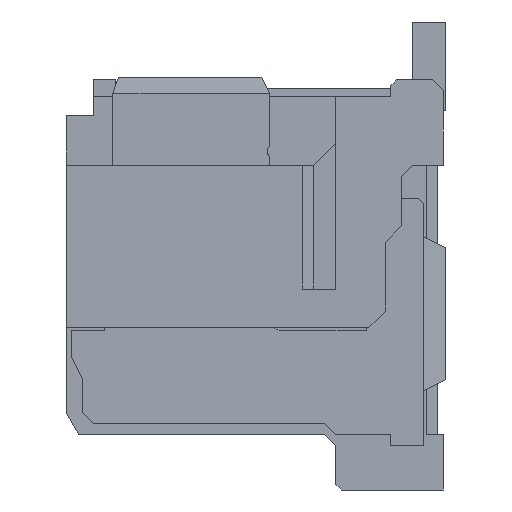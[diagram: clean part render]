
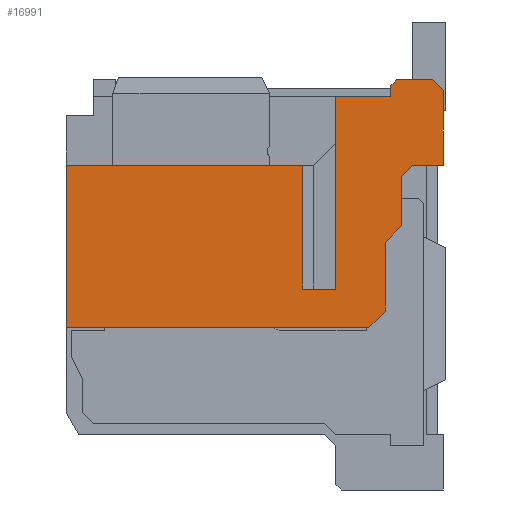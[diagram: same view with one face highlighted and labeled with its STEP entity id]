
A CAD part, left-side view. The second image highlights one B-rep face of the part: STEP entity #16991.
In plain terms, the highlighted planar face has unit normal (-1, 0, 0).
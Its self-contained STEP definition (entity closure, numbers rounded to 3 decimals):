
#65=DIRECTION('',(0.,0.,-1.));
#66=VECTOR('',#65,0.2);
#67=CARTESIAN_POINT('',(-8.,-2.6,5.925));
#68=LINE('',#67,#66);
#2770=DIRECTION('',(0.,-1.,0.));
#2771=VECTOR('',#2770,0.55);
#2772=CARTESIAN_POINT('',(-8.,-3.,4.475));
#2773=LINE('',#2772,#2771);
#5837=DIRECTION('',(0.,0.707,-0.707));
#5838=VECTOR('',#5837,0.141);
#5839=CARTESIAN_POINT('',(-8.,-2.7,6.025));
#5840=LINE('',#5839,#5838);
#5841=DIRECTION('',(0.,1.,0.));
#5842=VECTOR('',#5841,0.65);
#5843=CARTESIAN_POINT('',(-8.,-3.35,6.025));
#5844=LINE('',#5843,#5842);
#5845=DIRECTION('',(0.,0.707,0.707));
#5846=VECTOR('',#5845,0.283);
#5847=CARTESIAN_POINT('',(-8.,-3.55,5.825));
#5848=LINE('',#5847,#5846);
#5849=DIRECTION('',(0.,0.,1.));
#5850=VECTOR('',#5849,1.35);
#5851=CARTESIAN_POINT('',(-8.,-3.55,4.475));
#5852=LINE('',#5851,#5850);
#5853=DIRECTION('',(0.,0.707,-0.707));
#5854=VECTOR('',#5853,0.283);
#5855=CARTESIAN_POINT('',(-8.,-3.,4.475));
#5856=LINE('',#5855,#5854);
#5857=DIRECTION('',(0.,0.,-1.));
#5858=VECTOR('',#5857,0.9);
#5859=CARTESIAN_POINT('',(-8.,-2.8,4.275));
#5860=LINE('',#5859,#5858);
#5861=DIRECTION('',(0.,0.707,-0.707));
#5862=VECTOR('',#5861,0.424);
#5863=CARTESIAN_POINT('',(-8.,-2.8,3.375));
#5864=LINE('',#5863,#5862);
#5865=DIRECTION('',(0.,0.,-1.));
#5866=VECTOR('',#5865,1.25);
#5867=CARTESIAN_POINT('',(-8.,-2.5,3.075));
#5868=LINE('',#5867,#5866);
#5869=DIRECTION('',(0.,0.707,-0.707));
#5870=VECTOR('',#5869,0.424);
#5871=CARTESIAN_POINT('',(-8.,-2.5,1.825));
#5872=LINE('',#5871,#5870);
#5873=DIRECTION('',(0.,-1.,0.));
#5874=VECTOR('',#5873,5.5);
#5875=CARTESIAN_POINT('',(-8.,3.3,1.525));
#5876=LINE('',#5875,#5874);
#5877=DIRECTION('',(0.,0.,-1.));
#5878=VECTOR('',#5877,2.95);
#5879=CARTESIAN_POINT('',(-8.,3.3,4.475));
#5880=LINE('',#5879,#5878);
#5881=DIRECTION('',(0.,-1.,0.));
#5882=VECTOR('',#5881,4.3);
#5883=CARTESIAN_POINT('',(-8.,3.3,4.475));
#5884=LINE('',#5883,#5882);
#5885=DIRECTION('',(0.,0.,1.));
#5886=VECTOR('',#5885,2.25);
#5887=CARTESIAN_POINT('',(-8.,-1.,2.225));
#5888=LINE('',#5887,#5886);
#5889=DIRECTION('',(0.,1.,0.));
#5890=VECTOR('',#5889,0.6);
#5891=CARTESIAN_POINT('',(-8.,-1.6,2.225));
#5892=LINE('',#5891,#5890);
#5893=DIRECTION('',(0.,-1.,0.));
#5894=VECTOR('',#5893,1.);
#5895=CARTESIAN_POINT('',(-8.,-1.6,5.725));
#5896=LINE('',#5895,#5894);
#6013=DIRECTION('',(0.,0.,-1.));
#6014=VECTOR('',#6013,3.5);
#6015=CARTESIAN_POINT('',(-8.,-1.6,5.725));
#6016=LINE('',#6015,#6014);
#6829=CARTESIAN_POINT('',(-8.,-3.55,4.475));
#6830=CARTESIAN_POINT('',(-8.,-3.55,5.825));
#6831=VERTEX_POINT('',#6829);
#6832=VERTEX_POINT('',#6830);
#6833=CARTESIAN_POINT('',(-8.,-3.35,6.025));
#6834=VERTEX_POINT('',#6833);
#6835=CARTESIAN_POINT('',(-8.,-2.7,6.025));
#6836=VERTEX_POINT('',#6835);
#6837=CARTESIAN_POINT('',(-8.,-2.6,5.925));
#6838=VERTEX_POINT('',#6837);
#6839=CARTESIAN_POINT('',(-8.,-3.,4.475));
#6840=CARTESIAN_POINT('',(-8.,-2.8,4.275));
#6841=VERTEX_POINT('',#6839);
#6842=VERTEX_POINT('',#6840);
#6843=CARTESIAN_POINT('',(-8.,-2.8,3.375));
#6844=VERTEX_POINT('',#6843);
#6845=CARTESIAN_POINT('',(-8.,-2.5,3.075));
#6846=VERTEX_POINT('',#6845);
#6847=CARTESIAN_POINT('',(-8.,-2.5,1.825));
#6848=VERTEX_POINT('',#6847);
#6849=CARTESIAN_POINT('',(-8.,-2.2,1.525));
#6850=VERTEX_POINT('',#6849);
#6851=CARTESIAN_POINT('',(-8.,3.3,1.525));
#6852=VERTEX_POINT('',#6851);
#6875=CARTESIAN_POINT('',(-8.,3.3,4.475));
#6876=VERTEX_POINT('',#6875);
#6937=CARTESIAN_POINT('',(-8.,-1.6,2.225));
#6938=CARTESIAN_POINT('',(-8.,-1.,2.225));
#6939=VERTEX_POINT('',#6937);
#6940=VERTEX_POINT('',#6938);
#6941=CARTESIAN_POINT('',(-8.,-1.,4.475));
#6942=VERTEX_POINT('',#6941);
#7633=CARTESIAN_POINT('',(-8.,-1.6,5.725));
#7634=CARTESIAN_POINT('',(-8.,-2.6,5.725));
#7635=VERTEX_POINT('',#7633);
#7636=VERTEX_POINT('',#7634);
#16957=CARTESIAN_POINT('',(-8.,0.,-1.425));
#16958=DIRECTION('',(-1.,0.,0.));
#16959=DIRECTION('',(0.,0.,1.));
#16960=AXIS2_PLACEMENT_3D('',#16957,#16958,#16959);
#16961=PLANE('',#16960);
#16962=ORIENTED_EDGE('',*,*,#9062,.F.);
#16963=ORIENTED_EDGE('',*,*,#9149,.F.);
#16964=ORIENTED_EDGE('',*,*,#9302,.F.);
#16965=ORIENTED_EDGE('',*,*,#15252,.F.);
#16966=ORIENTED_EDGE('',*,*,#15118,.F.);
#16967=ORIENTED_EDGE('',*,*,#12545,.F.);
#16969=ORIENTED_EDGE('',*,*,#16968,.T.);
#16971=ORIENTED_EDGE('',*,*,#16970,.T.);
#16973=ORIENTED_EDGE('',*,*,#16972,.T.);
#16975=ORIENTED_EDGE('',*,*,#16974,.T.);
#16977=ORIENTED_EDGE('',*,*,#16976,.T.);
#16978=ORIENTED_EDGE('',*,*,#16479,.F.);
#16979=ORIENTED_EDGE('',*,*,#16227,.F.);
#16981=ORIENTED_EDGE('',*,*,#16980,.T.);
#16983=ORIENTED_EDGE('',*,*,#16982,.F.);
#16985=ORIENTED_EDGE('',*,*,#16984,.F.);
#16987=ORIENTED_EDGE('',*,*,#16986,.F.);
#16988=ORIENTED_EDGE('',*,*,#16935,.T.);
#16989=EDGE_LOOP('',(#16962,#16963,#16964,#16965,#16966,#16967,#16969,#16971,
#16973,#16975,#16977,#16978,#16979,#16981,#16983,#16985,#16987,#16988));
#16990=FACE_OUTER_BOUND('',#16989,.F.);
#16991=ADVANCED_FACE('',(#16990),#16961,.T.);
#9062=EDGE_CURVE('',#6838,#7636,#68,.T.);
#9149=EDGE_CURVE('',#6836,#6838,#5840,.T.);
#9302=EDGE_CURVE('',#6834,#6836,#5844,.T.);
#12545=EDGE_CURVE('',#6841,#6831,#2773,.T.);
#15118=EDGE_CURVE('',#6831,#6832,#5852,.T.);
#15252=EDGE_CURVE('',#6832,#6834,#5848,.T.);
#16227=EDGE_CURVE('',#6876,#6852,#5880,.T.);
#16479=EDGE_CURVE('',#6852,#6850,#5876,.T.);
#16935=EDGE_CURVE('',#7635,#7636,#5896,.T.);
#16968=EDGE_CURVE('',#6841,#6842,#5856,.T.);
#16970=EDGE_CURVE('',#6842,#6844,#5860,.T.);
#16972=EDGE_CURVE('',#6844,#6846,#5864,.T.);
#16974=EDGE_CURVE('',#6846,#6848,#5868,.T.);
#16976=EDGE_CURVE('',#6848,#6850,#5872,.T.);
#16980=EDGE_CURVE('',#6876,#6942,#5884,.T.);
#16982=EDGE_CURVE('',#6940,#6942,#5888,.T.);
#16984=EDGE_CURVE('',#6939,#6940,#5892,.T.);
#16986=EDGE_CURVE('',#7635,#6939,#6016,.T.);
